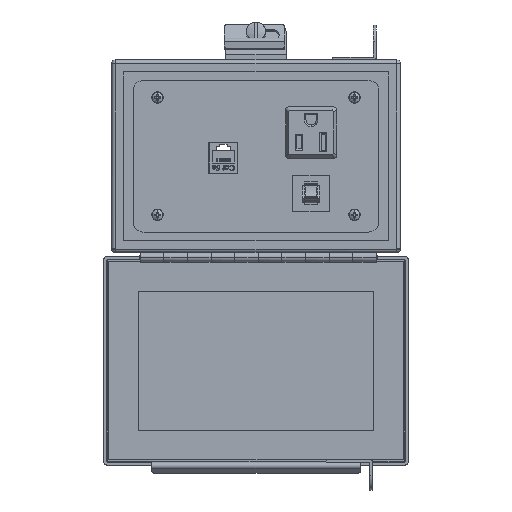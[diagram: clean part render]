
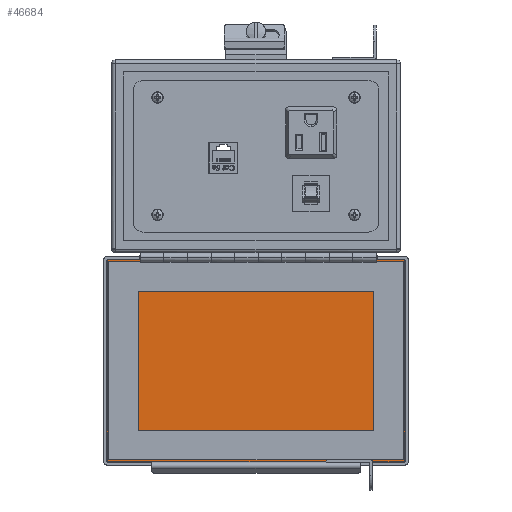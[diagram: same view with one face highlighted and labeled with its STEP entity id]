
A CAD part, top view. The second image highlights one B-rep face of the part: STEP entity #46684.
In plain terms, the highlighted planar face has unit normal (0, 0, 1).
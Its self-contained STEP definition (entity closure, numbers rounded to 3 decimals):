
#1262 = LINE ( 'NONE', #68240, #89989 ) ;
#1758 = CARTESIAN_POINT ( 'NONE',  ( 37.084, -160.02, 22.479 ) ) ;
#2256 = EDGE_LOOP ( 'NONE', ( #89587, #52883, #72994, #5973, #80152, #78878, #74194, #19105, #35438, #44020, #15283, #80615, #86761, #69454, #43661, #77094 ) ) ;
#2405 = EDGE_CURVE ( 'NONE', #57592, #66352, #92100, .T. ) ;
#3107 = CARTESIAN_POINT ( 'NONE',  ( 0., -161.29, 22.479 ) ) ;
#3923 = VECTOR ( 'NONE', #32947, 1000. ) ;
#5973 = ORIENTED_EDGE ( 'NONE', *, *, #17543, .T. ) ;
#8841 = EDGE_CURVE ( 'NONE', #27092, #26533, #62459, .T. ) ;
#8976 = VERTEX_POINT ( 'NONE', #77786 ) ;
#9657 = VERTEX_POINT ( 'NONE', #25851 ) ;
#9747 = VERTEX_POINT ( 'NONE', #65527 ) ;
#10021 = CARTESIAN_POINT ( 'NONE',  ( -61.15, -107.95, 22.479 ) ) ;
#10848 = VECTOR ( 'NONE', #32269, 1000. ) ;
#12289 = LINE ( 'NONE', #70676, #70199 ) ;
#13592 = CARTESIAN_POINT ( 'NONE',  ( -78.359, -54.61, 22.479 ) ) ;
#14493 = VERTEX_POINT ( 'NONE', #85611 ) ;
#15283 = ORIENTED_EDGE ( 'NONE', *, *, #51529, .T. ) ;
#15706 = DIRECTION ( 'NONE',  ( 0., 0., -1. ) ) ;
#16010 = VERTEX_POINT ( 'NONE', #71083 ) ;
#16483 = CARTESIAN_POINT ( 'NONE',  ( 78.677, -54.61, 22.479 ) ) ;
#16950 = DIRECTION ( 'NONE',  ( 1., 0., 0. ) ) ;
#17246 = DIRECTION ( 'NONE',  ( -1., 0., 0. ) ) ;
#17543 = EDGE_CURVE ( 'NONE', #56839, #46257, #51150, .T. ) ;
#18287 = DIRECTION ( 'NONE',  ( 0., 1., 0. ) ) ;
#19105 = ORIENTED_EDGE ( 'NONE', *, *, #43363, .T. ) ;
#19990 = VECTOR ( 'NONE', #17246, 1000. ) ;
#20042 = VERTEX_POINT ( 'NONE', #66852 ) ;
#20834 = VECTOR ( 'NONE', #47597, 1000. ) ;
#20863 = VERTEX_POINT ( 'NONE', #61922 ) ;
#22541 = CARTESIAN_POINT ( 'NONE',  ( 63.564, -54.61, 22.479 ) ) ;
#23150 = CIRCLE ( 'NONE', #33875, 0.317 ) ;
#23842 = AXIS2_PLACEMENT_3D ( 'NONE', #16483, #82524, #16950 ) ;
#25251 = DIRECTION ( 'NONE',  ( 0., 1., 0. ) ) ;
#25851 = CARTESIAN_POINT ( 'NONE',  ( 78.613, -54.921, 22.479 ) ) ;
#26505 = DIRECTION ( 'NONE',  ( 0., -1., 0. ) ) ;
#26533 = VERTEX_POINT ( 'NONE', #63359 ) ;
#27092 = VERTEX_POINT ( 'NONE', #1758 ) ;
#27434 = DIRECTION ( 'NONE',  ( 0., 0., -1. ) ) ;
#27899 = EDGE_CURVE ( 'NONE', #9657, #14493, #62061, .T. ) ;
#28156 = CIRCLE ( 'NONE', #63282, 0.317 ) ;
#30417 = DIRECTION ( 'NONE',  ( 1., 0., 0. ) ) ;
#31194 = AXIS2_PLACEMENT_3D ( 'NONE', #41793, #27434, #56633 ) ;
#32269 = DIRECTION ( 'NONE',  ( 1., 0., 0. ) ) ;
#32947 = DIRECTION ( 'NONE',  ( 0., 1., 0. ) ) ;
#33875 = AXIS2_PLACEMENT_3D ( 'NONE', #90618, #60460, #89670 ) ;
#34240 = VERTEX_POINT ( 'NONE', #22541 ) ;
#35028 = EDGE_CURVE ( 'NONE', #46257, #57592, #23150, .T. ) ;
#35438 = ORIENTED_EDGE ( 'NONE', *, *, #77891, .T. ) ;
#35531 = CARTESIAN_POINT ( 'NONE',  ( -78.613, -107.95, 22.479 ) ) ;
#36740 = CARTESIAN_POINT ( 'NONE',  ( 59.944, -107.95, 22.479 ) ) ;
#39459 = CARTESIAN_POINT ( 'NONE',  ( 0., -160.02, 22.479 ) ) ;
#41793 = CARTESIAN_POINT ( 'NONE',  ( -78.69, -161.29, 22.479 ) ) ;
#43363 = EDGE_CURVE ( 'NONE', #80545, #16010, #12289, .T. ) ;
#43471 = DIRECTION ( 'NONE',  ( 0., 1., 0. ) ) ;
#43661 = ORIENTED_EDGE ( 'NONE', *, *, #27899, .T. ) ;
#43736 = VECTOR ( 'NONE', #46607, 1000. ) ;
#44020 = ORIENTED_EDGE ( 'NONE', *, *, #8841, .T. ) ;
#44884 = CARTESIAN_POINT ( 'NONE',  ( 0., -54.61, 22.479 ) ) ;
#46257 = VERTEX_POINT ( 'NONE', #13592 ) ;
#46458 = VECTOR ( 'NONE', #94734, 1000. ) ;
#46607 = DIRECTION ( 'NONE',  ( 0., 1., 0. ) ) ;
#46684 = ADVANCED_FACE ( 'NONE', ( #69487 ), #68065, .T. ) ;
#46980 = DIRECTION ( 'NONE',  ( 0., 0., 1. ) ) ;
#47597 = DIRECTION ( 'NONE',  ( 1., 0., 0. ) ) ;
#51150 = LINE ( 'NONE', #44884, #46458 ) ;
#51529 = EDGE_CURVE ( 'NONE', #26533, #8976, #85662, .T. ) ;
#51969 = EDGE_CURVE ( 'NONE', #20042, #60731, #28156, .T. ) ;
#52055 = CARTESIAN_POINT ( 'NONE',  ( 78.69, -161.29, 22.479 ) ) ;
#52287 = CARTESIAN_POINT ( 'NONE',  ( -78.613, -160.982, 22.479 ) ) ;
#52883 = ORIENTED_EDGE ( 'NONE', *, *, #84777, .T. ) ;
#53794 = CARTESIAN_POINT ( 'NONE',  ( 63.564, -55.118, 22.479 ) ) ;
#54646 = CARTESIAN_POINT ( 'NONE',  ( -78.373, -161.29, 22.479 ) ) ;
#54649 = CARTESIAN_POINT ( 'NONE',  ( 78.613, -161.29, 22.479 ) ) ;
#56633 = DIRECTION ( 'NONE',  ( 1., 0., 0. ) ) ;
#56839 = VERTEX_POINT ( 'NONE', #91409 ) ;
#57592 = VERTEX_POINT ( 'NONE', #85781 ) ;
#60460 = DIRECTION ( 'NONE',  ( 0., 0., -1. ) ) ;
#60731 = VERTEX_POINT ( 'NONE', #67772 ) ;
#61922 = CARTESIAN_POINT ( 'NONE',  ( -61.15, -55.88, 22.479 ) ) ;
#62061 = CIRCLE ( 'NONE', #23842, 0.317 ) ;
#62459 = LINE ( 'NONE', #39459, #20834 ) ;
#62710 = EDGE_CURVE ( 'NONE', #60731, #9657, #65045, .T. ) ;
#63282 = AXIS2_PLACEMENT_3D ( 'NONE', #52055, #15706, #25251 ) ;
#63359 = CARTESIAN_POINT ( 'NONE',  ( 59.944, -160.02, 22.479 ) ) ;
#65045 = LINE ( 'NONE', #94705, #88617 ) ;
#65527 = CARTESIAN_POINT ( 'NONE',  ( 63.564, -55.88, 22.479 ) ) ;
#66352 = VERTEX_POINT ( 'NONE', #52287 ) ;
#66852 = CARTESIAN_POINT ( 'NONE',  ( 78.373, -161.29, 22.479 ) ) ;
#67772 = CARTESIAN_POINT ( 'NONE',  ( 78.613, -160.982, 22.479 ) ) ;
#68065 = PLANE ( 'NONE',  #84057 ) ;
#68189 = LINE ( 'NONE', #3107, #10848 ) ;
#68240 = CARTESIAN_POINT ( 'NONE',  ( 71.025, -54.61, 22.479 ) ) ;
#68800 = DIRECTION ( 'NONE',  ( 0., 1., 0. ) ) ;
#69454 = ORIENTED_EDGE ( 'NONE', *, *, #62710, .T. ) ;
#69487 = FACE_OUTER_BOUND ( 'NONE', #2256, .T. ) ;
#69591 = EDGE_CURVE ( 'NONE', #66352, #80545, #80154, .T. ) ;
#70056 = EDGE_CURVE ( 'NONE', #20863, #56839, #75572, .T. ) ;
#70199 = VECTOR ( 'NONE', #92704, 1000. ) ;
#70676 = CARTESIAN_POINT ( 'NONE',  ( 0., -161.29, 22.479 ) ) ;
#71083 = CARTESIAN_POINT ( 'NONE',  ( 37.084, -161.29, 22.479 ) ) ;
#71367 = EDGE_CURVE ( 'NONE', #9747, #34240, #90666, .T. ) ;
#72994 = ORIENTED_EDGE ( 'NONE', *, *, #70056, .T. ) ;
#74194 = ORIENTED_EDGE ( 'NONE', *, *, #69591, .T. ) ;
#74679 = CARTESIAN_POINT ( 'NONE',  ( 0., -55.88, 22.479 ) ) ;
#75572 = LINE ( 'NONE', #10021, #3923 ) ;
#77076 = VECTOR ( 'NONE', #93788, 1000. ) ;
#77094 = ORIENTED_EDGE ( 'NONE', *, *, #80388, .F. ) ;
#77643 = VECTOR ( 'NONE', #68800, 1000. ) ;
#77786 = CARTESIAN_POINT ( 'NONE',  ( 59.944, -161.29, 22.479 ) ) ;
#77891 = EDGE_CURVE ( 'NONE', #16010, #27092, #91801, .T. ) ;
#78878 = ORIENTED_EDGE ( 'NONE', *, *, #2405, .T. ) ;
#80152 = ORIENTED_EDGE ( 'NONE', *, *, #35028, .T. ) ;
#80154 = CIRCLE ( 'NONE', #31194, 0.317 ) ;
#80388 = EDGE_CURVE ( 'NONE', #34240, #14493, #1262, .T. ) ;
#80545 = VERTEX_POINT ( 'NONE', #54646 ) ;
#80615 = ORIENTED_EDGE ( 'NONE', *, *, #90552, .T. ) ;
#82524 = DIRECTION ( 'NONE',  ( 0., 0., -1. ) ) ;
#84057 = AXIS2_PLACEMENT_3D ( 'NONE', #54649, #46980, #18287 ) ;
#84777 = EDGE_CURVE ( 'NONE', #9747, #20863, #90000, .T. ) ;
#85611 = CARTESIAN_POINT ( 'NONE',  ( 78.359, -54.61, 22.479 ) ) ;
#85662 = LINE ( 'NONE', #36740, #77076 ) ;
#85781 = CARTESIAN_POINT ( 'NONE',  ( -78.613, -54.921, 22.479 ) ) ;
#86761 = ORIENTED_EDGE ( 'NONE', *, *, #51969, .T. ) ;
#87696 = VECTOR ( 'NONE', #26505, 1000. ) ;
#88617 = VECTOR ( 'NONE', #43471, 1000. ) ;
#89587 = ORIENTED_EDGE ( 'NONE', *, *, #71367, .F. ) ;
#89670 = DIRECTION ( 'NONE',  ( -1., 0., 0. ) ) ;
#89989 = VECTOR ( 'NONE', #30417, 1000. ) ;
#90000 = LINE ( 'NONE', #74679, #19990 ) ;
#90552 = EDGE_CURVE ( 'NONE', #8976, #20042, #68189, .T. ) ;
#90618 = CARTESIAN_POINT ( 'NONE',  ( -78.676, -54.61, 22.479 ) ) ;
#90666 = LINE ( 'NONE', #53794, #43736 ) ;
#91409 = CARTESIAN_POINT ( 'NONE',  ( -61.15, -54.61, 22.479 ) ) ;
#91801 = LINE ( 'NONE', #92283, #77643 ) ;
#92100 = LINE ( 'NONE', #35531, #87696 ) ;
#92283 = CARTESIAN_POINT ( 'NONE',  ( 37.084, -107.95, 22.479 ) ) ;
#92704 = DIRECTION ( 'NONE',  ( 1., 0., 0. ) ) ;
#93788 = DIRECTION ( 'NONE',  ( 0., -1., 0. ) ) ;
#94705 = CARTESIAN_POINT ( 'NONE',  ( 78.613, -107.95, 22.479 ) ) ;
#94734 = DIRECTION ( 'NONE',  ( -1., 0., 0. ) ) ;
